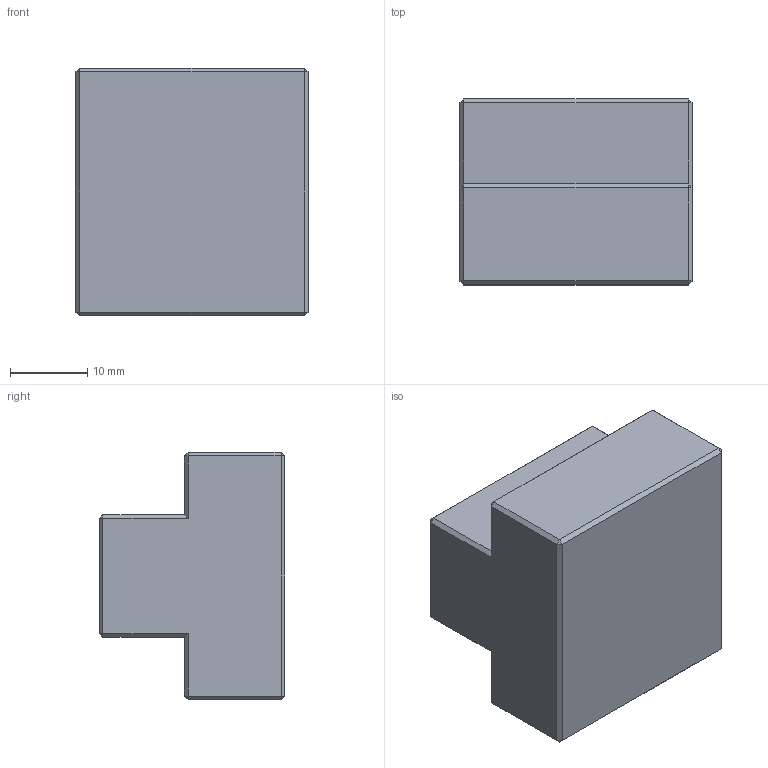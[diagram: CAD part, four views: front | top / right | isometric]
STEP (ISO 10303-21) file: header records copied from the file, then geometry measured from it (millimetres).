
FILE_DESCRIPTION(/* description */ (''),/* implementation_level */ '2;1');
FILE_NAME(/* name */ 'T-Nut v1.step',/* time_stamp */ '2024-07-20T14:19:12+10:00',/* author */ (''),/* organization */ (''),/* preprocessor_version */ 'ST-DEVELOPER v20',/* originating_system */ 'Autodesk Translation Framework v13.14.0.145',/* authorisation */ '');
FILE_SCHEMA (('AUTOMOTIVE_DESIGN { 1 0 10303 214 3 1 1 }'));
Length unit declared in the file: millimetre
Products named in the file (1): T-Nut
Bounding box: 30 x 24 x 32 mm (x, y, z)
Volume: 16757.3 mm3; surface area: 4850.9 mm2
Topology: 1 solids, 1 shells, 46 faces, 89 edges, 46 vertices
Faces by surface type: plane 45, cylinder 1
Full cylindrical faces by diameter (mm): 8.526 x1
Entity records: 1128 total; most frequent: DIRECTION 185, CARTESIAN_POINT 182, ORIENTED_EDGE 178, EDGE_CURVE 89, LINE 87, VECTOR 87, AXIS2_PLACEMENT_3D 49, EDGE_LOOP 47
